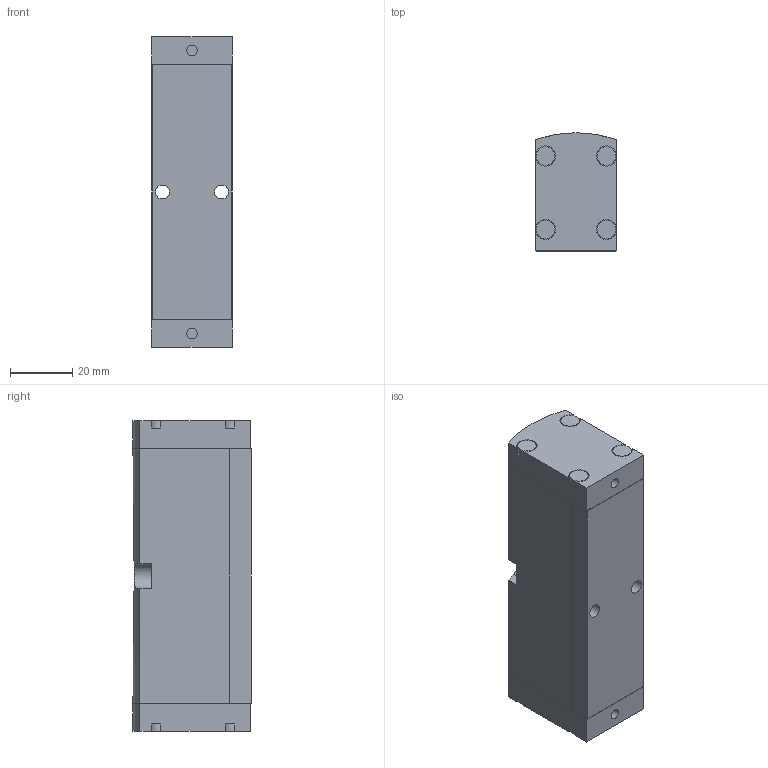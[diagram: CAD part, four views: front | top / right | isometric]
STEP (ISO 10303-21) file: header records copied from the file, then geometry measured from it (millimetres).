
FILE_DESCRIPTION(/* description */ ('STEP AP214'),/* implementation_level */ '2;1');
FILE_NAME(/* name */ '546717_VSPA-B-M52-M-A1',/* time_stamp */ '2024-09-17T05:35:22+02:00',/* author */ ('License CC BY-ND 4.0'),/* organization */ ('CADENAS'),/* preprocessor_version */ 'ST-DEVELOPER v19.3',/* originating_system */ 'PARTsolutions',/* authorisation */ ' ');
FILE_SCHEMA (('AUTOMOTIVE_DESIGN {1 0 10303 214 3 1 1}'));
Length unit declared in the file: millimetre
Products named in the file (1): 546717 VSPA-B-M52-M-A1
Bounding box: 26 x 38 x 100 mm (x, y, z)
Volume: 94872.3 mm3; surface area: 16078 mm2
Topology: 1 solids, 1 shells, 98 faces, 255 edges, 171 vertices
Faces by surface type: plane 71, cylinder 27
Full cylindrical faces by diameter (mm): 3.4 x2, 4.5 x2, 6 x8
Entity records: 2958 total; most frequent: CARTESIAN_POINT 519, DIRECTION 492, ORIENTED_EDGE 480, EDGE_CURVE 240, LINE 182, VECTOR 182, VERTEX_POINT 168, AXIS2_PLACEMENT_3D 155
